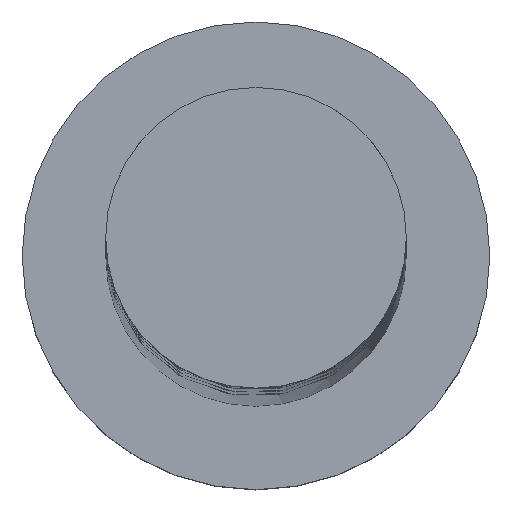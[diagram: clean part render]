
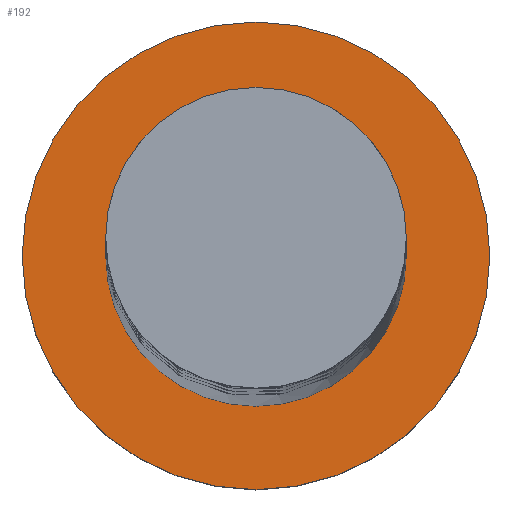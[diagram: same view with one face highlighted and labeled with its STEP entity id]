
A CAD part, top view. The second image highlights one B-rep face of the part: STEP entity #192.
In plain terms, the highlighted planar face has unit normal (0, 0, 1).
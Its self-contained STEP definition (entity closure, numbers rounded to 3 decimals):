
#98 = EDGE_CURVE ( 'NONE', #1115, #720, #1259, .T. ) ;
#113 = EDGE_LOOP ( 'NONE', ( #1793, #1567 ) ) ;
#124 = AXIS2_PLACEMENT_3D ( 'NONE', #1107, #1529, #792 ) ;
#159 = CARTESIAN_POINT ( 'NONE',  ( 0., 0., 5. ) ) ;
#165 = DIRECTION ( 'NONE',  ( 1., 0., 0. ) ) ;
#175 = VERTEX_POINT ( 'NONE', #812 ) ;
#182 = AXIS2_PLACEMENT_3D ( 'NONE', #1506, #883, #933 ) ;
#192 = ADVANCED_FACE ( 'NONE', ( #1719, #1594 ), #1002, .T. ) ;
#259 = VERTEX_POINT ( 'NONE', #1751 ) ;
#342 = ORIENTED_EDGE ( 'NONE', *, *, #98, .F. ) ;
#398 = DIRECTION ( 'NONE',  ( 0., 0., 1. ) ) ;
#402 = DIRECTION ( 'NONE',  ( 0., 0., 1. ) ) ;
#408 = EDGE_CURVE ( 'NONE', #175, #259, #867, .T. ) ;
#523 = CARTESIAN_POINT ( 'NONE',  ( 4.5, 0., 5. ) ) ;
#528 = CARTESIAN_POINT ( 'NONE',  ( 0., 0., 5. ) ) ;
#704 = CIRCLE ( 'NONE', #124, 7. ) ;
#705 = AXIS2_PLACEMENT_3D ( 'NONE', #1278, #398, #1574 ) ;
#720 = VERTEX_POINT ( 'NONE', #523 ) ;
#731 = EDGE_CURVE ( 'NONE', #259, #175, #704, .T. ) ;
#792 = DIRECTION ( 'NONE',  ( 1., 0., 0. ) ) ;
#812 = CARTESIAN_POINT ( 'NONE',  ( -7., 0., 5. ) ) ;
#867 = CIRCLE ( 'NONE', #1472, 7. ) ;
#883 = DIRECTION ( 'NONE',  ( 0., 0., 1. ) ) ;
#933 = DIRECTION ( 'NONE',  ( 1., 0., 0. ) ) ;
#1002 = PLANE ( 'NONE',  #705 ) ;
#1091 = EDGE_CURVE ( 'NONE', #720, #1115, #1884, .T. ) ;
#1107 = CARTESIAN_POINT ( 'NONE',  ( 0., 0., 5. ) ) ;
#1115 = VERTEX_POINT ( 'NONE', #1515 ) ;
#1259 = CIRCLE ( 'NONE', #1384, 4.5 ) ;
#1272 = DIRECTION ( 'NONE',  ( 1., 0., 0. ) ) ;
#1278 = CARTESIAN_POINT ( 'NONE',  ( 0., 0., 5. ) ) ;
#1299 = EDGE_LOOP ( 'NONE', ( #342, #1517 ) ) ;
#1384 = AXIS2_PLACEMENT_3D ( 'NONE', #159, #1480, #165 ) ;
#1472 = AXIS2_PLACEMENT_3D ( 'NONE', #528, #402, #1272 ) ;
#1480 = DIRECTION ( 'NONE',  ( 0., 0., 1. ) ) ;
#1506 = CARTESIAN_POINT ( 'NONE',  ( 0., 0., 5. ) ) ;
#1515 = CARTESIAN_POINT ( 'NONE',  ( -4.5, 0., 5. ) ) ;
#1517 = ORIENTED_EDGE ( 'NONE', *, *, #1091, .F. ) ;
#1529 = DIRECTION ( 'NONE',  ( 0., 0., 1. ) ) ;
#1567 = ORIENTED_EDGE ( 'NONE', *, *, #731, .T. ) ;
#1574 = DIRECTION ( 'NONE',  ( 1., 0., 0. ) ) ;
#1594 = FACE_OUTER_BOUND ( 'NONE', #113, .T. ) ;
#1719 = FACE_BOUND ( 'NONE', #1299, .T. ) ;
#1751 = CARTESIAN_POINT ( 'NONE',  ( 7., 0., 5. ) ) ;
#1793 = ORIENTED_EDGE ( 'NONE', *, *, #408, .T. ) ;
#1884 = CIRCLE ( 'NONE', #182, 4.5 ) ;
